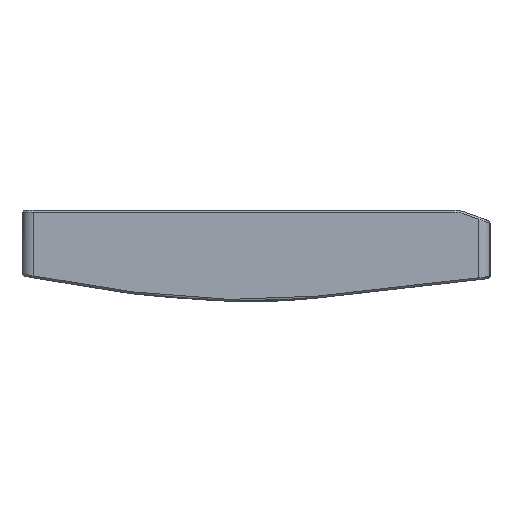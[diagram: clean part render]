
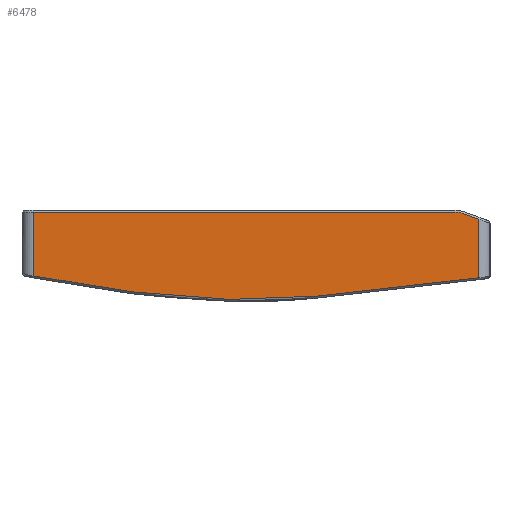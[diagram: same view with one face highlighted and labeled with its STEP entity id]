
A CAD part, left-side view. The second image highlights one B-rep face of the part: STEP entity #6478.
In plain terms, the highlighted planar face has unit normal (-1, 0, 0).
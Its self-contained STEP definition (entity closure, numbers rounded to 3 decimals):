
#127=B_SPLINE_CURVE_WITH_KNOTS('',3,(#9795,#9796,#9797,#9798),
 .UNSPECIFIED.,.F.,.F.,(4,4),(0.,2.284),
 .UNSPECIFIED.);
#129=B_SPLINE_CURVE_WITH_KNOTS('',3,(#9842,#9843,#9844,#9845,#9846,#9847,
#9848,#9849),.UNSPECIFIED.,.F.,.F.,(4,1,1,1,1,4),(2.347,3.56,
4.167,4.773,5.986,10.839),
 .UNSPECIFIED.);
#131=B_SPLINE_CURVE_WITH_KNOTS('',3,(#9870,#9871,#9872,#9873),
 .UNSPECIFIED.,.F.,.F.,(4,4),(1.552,1.571),
 .UNSPECIFIED.);
#139=B_SPLINE_CURVE_WITH_KNOTS('',3,(#10002,#10003,#10004,#10005),
 .UNSPECIFIED.,.F.,.F.,(4,4),(0.766,0.776),
 .UNSPECIFIED.);
#173=B_SPLINE_CURVE_WITH_KNOTS('',3,(#10719,#10720,#10721,#10722),
 .UNSPECIFIED.,.F.,.F.,(4,4),(-1.571,-1.514),
 .UNSPECIFIED.);
#272=PLANE('',#6926);
#490=FACE_OUTER_BOUND('',#892,.T.);
#892=EDGE_LOOP('',(#4790,#4791,#4792,#4793,#4794,#4795,#4796,#4797,#4798,
#4799,#4800));
#1342=LINE('',#9771,#1986);
#1362=LINE('',#10134,#2006);
#1389=LINE('',#10717,#2033);
#1390=LINE('',#10724,#2034);
#1391=LINE('',#10727,#2035);
#1986=VECTOR('',#7715,10.);
#2006=VECTOR('',#7749,10.);
#2033=VECTOR('',#7798,10.);
#2034=VECTOR('',#7799,10.);
#2035=VECTOR('',#7802,10.);
#2598=CIRCLE('',#6927,6.5);
#2920=VERTEX_POINT('',#9726);
#2922=VERTEX_POINT('',#9764);
#2925=VERTEX_POINT('',#9769);
#2926=VERTEX_POINT('',#9788);
#2928=VERTEX_POINT('',#9831);
#2931=VERTEX_POINT('',#9895);
#2959=VERTEX_POINT('',#10133);
#2988=VERTEX_POINT('',#10716);
#2989=VERTEX_POINT('',#10718);
#2990=VERTEX_POINT('',#10723);
#2991=VERTEX_POINT('',#10725);
#3560=EDGE_CURVE('',#2925,#2922,#1342,.T.);
#3563=EDGE_CURVE('',#2922,#2926,#127,.T.);
#3566=EDGE_CURVE('',#2926,#2928,#129,.T.);
#3568=EDGE_CURVE('',#2920,#2925,#131,.T.);
#3580=EDGE_CURVE('',#2928,#2931,#139,.T.);
#3609=EDGE_CURVE('',#2931,#2959,#1362,.T.);
#3661=EDGE_CURVE('',#2988,#2920,#1389,.T.);
#3662=EDGE_CURVE('',#2989,#2988,#173,.T.);
#3663=EDGE_CURVE('',#2990,#2989,#1390,.T.);
#3664=EDGE_CURVE('',#2991,#2990,#2598,.T.);
#3665=EDGE_CURVE('',#2959,#2991,#1391,.T.);
#4790=ORIENTED_EDGE('',*,*,#3568,.F.);
#4791=ORIENTED_EDGE('',*,*,#3661,.F.);
#4792=ORIENTED_EDGE('',*,*,#3662,.F.);
#4793=ORIENTED_EDGE('',*,*,#3663,.F.);
#4794=ORIENTED_EDGE('',*,*,#3664,.F.);
#4795=ORIENTED_EDGE('',*,*,#3665,.F.);
#4796=ORIENTED_EDGE('',*,*,#3609,.F.);
#4797=ORIENTED_EDGE('',*,*,#3580,.F.);
#4798=ORIENTED_EDGE('',*,*,#3566,.F.);
#4799=ORIENTED_EDGE('',*,*,#3563,.F.);
#4800=ORIENTED_EDGE('',*,*,#3560,.F.);
#6478=ADVANCED_FACE('',(#490),#272,.T.);
#6926=AXIS2_PLACEMENT_3D('',#10715,#7796,#7797);
#6927=AXIS2_PLACEMENT_3D('',#10726,#7800,#7801);
#7715=DIRECTION('',(0.,0.994,-0.113));
#7749=DIRECTION('',(0.,0.,1.));
#7796=DIRECTION('center_axis',(-1.,0.,0.));
#7797=DIRECTION('ref_axis',(0.,-1.,0.));
#7798=DIRECTION('',(0.,0.,-1.));
#7799=DIRECTION('',(0.,-0.94,-0.342));
#7800=DIRECTION('center_axis',(1.,0.,0.));
#7801=DIRECTION('ref_axis',(0.,-0.174,0.985));
#7802=DIRECTION('',(0.,-1.,0.));
#9726=CARTESIAN_POINT('',(-4.475,-107.487,-8.139));
#9764=CARTESIAN_POINT('',(-4.475,-65.836,-12.884));
#9769=CARTESIAN_POINT('',(-4.475,-107.431,-8.145));
#9771=CARTESIAN_POINT('',(-4.475,9.522,-21.47));
#9788=CARTESIAN_POINT('',(-4.475,-43.112,-13.733));
#9795=CARTESIAN_POINT('Ctrl Pts',(-4.475,-65.836,-12.884));
#9796=CARTESIAN_POINT('Ctrl Pts',(-4.475,-58.297,-13.743));
#9797=CARTESIAN_POINT('Ctrl Pts',(-4.475,-50.695,-14.027));
#9798=CARTESIAN_POINT('Ctrl Pts',(-4.475,-43.112,-13.733));
#9831=CARTESIAN_POINT('',(-4.475,7.376,-7.671));
#9842=CARTESIAN_POINT('Ctrl Pts',(-4.475,-43.112,-13.733));
#9843=CARTESIAN_POINT('Ctrl Pts',(-4.475,-40.514,-13.632));
#9844=CARTESIAN_POINT('Ctrl Pts',(-4.475,-36.78,-13.448));
#9845=CARTESIAN_POINT('Ctrl Pts',(-4.475,-31.458,-13.095));
#9846=CARTESIAN_POINT('Ctrl Pts',(-4.475,-25.458,-12.614));
#9847=CARTESIAN_POINT('Ctrl Pts',(-4.475,-9.648,-10.961));
#9848=CARTESIAN_POINT('Ctrl Pts',(-4.475,1.77,-8.799));
#9849=CARTESIAN_POINT('Ctrl Pts',(-4.475,7.376,-7.671));
#9870=CARTESIAN_POINT('Ctrl Pts',(-4.475,-107.487,-8.139));
#9871=CARTESIAN_POINT('Ctrl Pts',(-4.475,-107.469,-8.141));
#9872=CARTESIAN_POINT('Ctrl Pts',(-4.475,-107.45,-8.143));
#9873=CARTESIAN_POINT('Ctrl Pts',(-4.475,-107.431,-8.145));
#9895=CARTESIAN_POINT('',(-4.475,7.475,-7.652));
#10002=CARTESIAN_POINT('Ctrl Pts',(-4.475,7.376,-7.671));
#10003=CARTESIAN_POINT('Ctrl Pts',(-4.475,7.409,-7.665));
#10004=CARTESIAN_POINT('Ctrl Pts',(-4.475,7.442,-7.658));
#10005=CARTESIAN_POINT('Ctrl Pts',(-4.475,7.475,-7.652));
#10133=CARTESIAN_POINT('',(-4.475,7.475,8.8));
#10134=CARTESIAN_POINT('',(-4.475,7.475,-1.1));
#10715=CARTESIAN_POINT('Origin',(-4.475,6.375,-1.1));
#10716=CARTESIAN_POINT('',(-4.475,-107.488,7.012));
#10717=CARTESIAN_POINT('',(-4.475,-107.488,-1.1));
#10718=CARTESIAN_POINT('',(-4.475,-107.316,7.074));
#10719=CARTESIAN_POINT('Ctrl Pts',(-4.475,-107.316,
7.074));
#10720=CARTESIAN_POINT('Ctrl Pts',(-4.475,-107.373,
7.054));
#10721=CARTESIAN_POINT('Ctrl Pts',(-4.475,-107.43,
7.033));
#10722=CARTESIAN_POINT('Ctrl Pts',(-4.475,-107.488,7.012));
#10723=CARTESIAN_POINT('',(-4.475,-103.652,8.408));
#10724=CARTESIAN_POINT('',(-4.475,-58.184,24.957));
#10725=CARTESIAN_POINT('',(-4.475,-101.429,8.8));
#10726=CARTESIAN_POINT('Origin',(-4.475,-101.429,2.3));
#10727=CARTESIAN_POINT('',(-4.475,-21.816,8.8));
